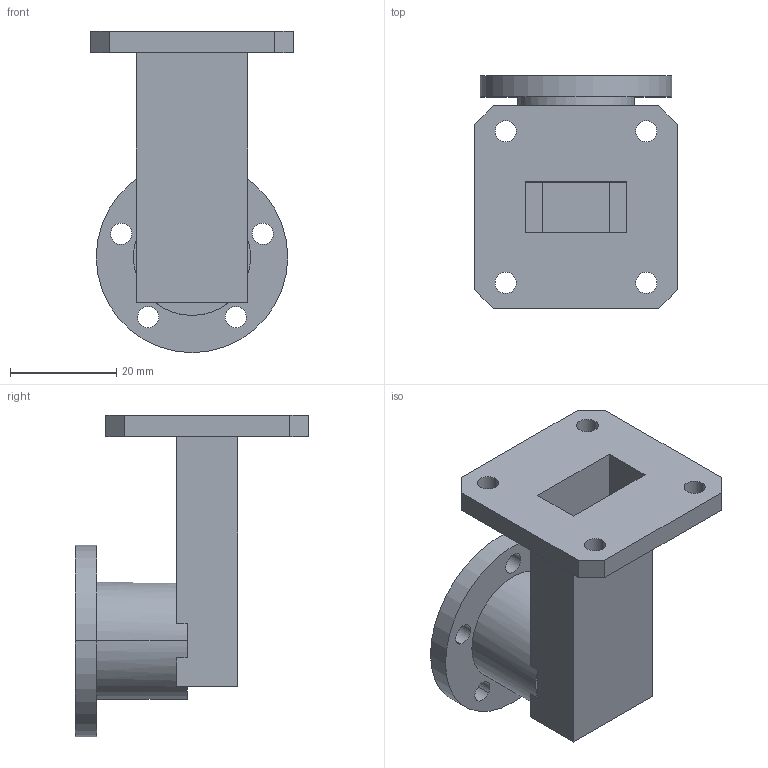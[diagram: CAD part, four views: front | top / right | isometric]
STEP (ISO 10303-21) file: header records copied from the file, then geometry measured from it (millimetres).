
FILE_DESCRIPTION(('STEP AP214'),'1');
FILE_NAME('wrToWcTM01_irises.stp','2018-10-30T13:33:20',('migue'),(' '),'Spatial InterOp 3D','CST ACIS InterOp Converter 2016',' ');
FILE_SCHEMA(('automotive_design'));
Length unit declared in the file: millimetre
Products named in the file (1): waveguide|metal
Bounding box: 38.1 x 43.81 x 60.41 mm (x, y, z)
Volume: 11135.6 mm3; surface area: 13200.7 mm2
Topology: 1 solids, 1 shells, 68 faces, 182 edges, 118 vertices
Faces by surface type: plane 44, cylinder 24
Entity records: 2739 total; most frequent: DIRECTION 384, CARTESIAN_POINT 369, ORIENTED_EDGE 364, EDGE_CURVE 182, AXIS2_PLACEMENT_3D 133, VERTEX_POINT 118, LINE 118, VECTOR 118
